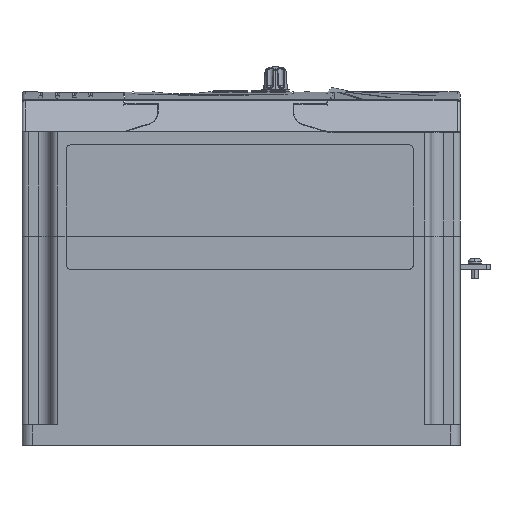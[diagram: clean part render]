
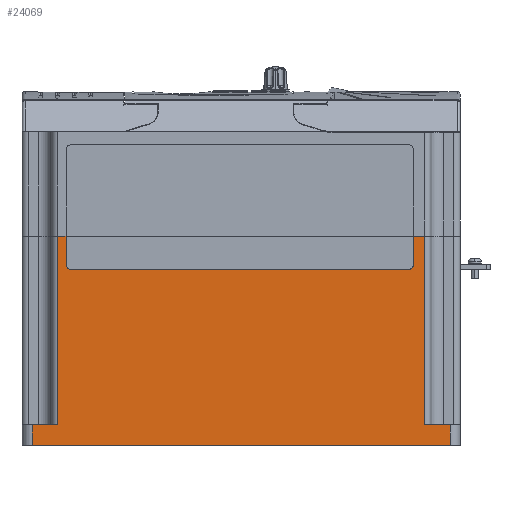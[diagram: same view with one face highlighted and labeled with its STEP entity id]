
A CAD part, left-side view. The second image highlights one B-rep face of the part: STEP entity #24069.
In plain terms, the highlighted planar face has unit normal (-1, 0, 0).
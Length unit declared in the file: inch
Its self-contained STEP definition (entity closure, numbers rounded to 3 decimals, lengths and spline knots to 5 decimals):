
#83 = DIRECTION ( 'NONE',  ( 1., 0., 0. ) ) ;
#261 = CARTESIAN_POINT ( 'NONE',  ( -2.46, 3.625, 1.13 ) ) ;
#353 = CARTESIAN_POINT ( 'NONE',  ( -2.46, 4.13, -3.00447 ) ) ;
#463 = CARTESIAN_POINT ( 'NONE',  ( -2.46, 4.13, -3.00547 ) ) ;
#665 = LINE ( 'NONE', #38261, #23815 ) ;
#1294 = CARTESIAN_POINT ( 'NONE',  ( -2.46, 3.75, -3.00547 ) ) ;
#1370 = ORIENTED_EDGE ( 'NONE', *, *, #36949, .T. ) ;
#1732 = CARTESIAN_POINT ( 'NONE',  ( -2.46, -4.13, -3.00547 ) ) ;
#2154 = CARTESIAN_POINT ( 'NONE',  ( -2.46, -3.75, -3.00547 ) ) ;
#2313 = CARTESIAN_POINT ( 'NONE',  ( -2.46, 3.45955, 1.13 ) ) ;
#2369 = VECTOR ( 'NONE', #22778, 39.37008 ) ;
#2572 = VECTOR ( 'NONE', #15929, 39.37008 ) ;
#3071 = LINE ( 'NONE', #14362, #34289 ) ;
#3217 = ORIENTED_EDGE ( 'NONE', *, *, #11362, .F. ) ;
#3506 = ORIENTED_EDGE ( 'NONE', *, *, #12112, .T. ) ;
#3601 = EDGE_CURVE ( 'NONE', #13479, #27558, #29198, .T. ) ;
#3824 = ORIENTED_EDGE ( 'NONE', *, *, #22455, .F. ) ;
#4170 = ORIENTED_EDGE ( 'NONE', *, *, #22293, .T. ) ;
#4725 = VECTOR ( 'NONE', #21060, 39.37008 ) ;
#5748 = CARTESIAN_POINT ( 'NONE',  ( -2.46, 3.35955, 0.5695 ) ) ;
#6094 = VERTEX_POINT ( 'NONE', #14415 ) ;
#6420 = CARTESIAN_POINT ( 'NONE',  ( -2.46, -3.30487, 0.4695 ) ) ;
#6460 = CARTESIAN_POINT ( 'NONE',  ( -2.46, -4.13, -2.6 ) ) ;
#6699 = LINE ( 'NONE', #15926, #21826 ) ;
#6814 = VECTOR ( 'NONE', #7264, 39.37008 ) ;
#6869 = LINE ( 'NONE', #37829, #13965 ) ;
#7087 = CIRCLE ( 'NONE', #19847, 0.1 ) ;
#7264 = DIRECTION ( 'NONE',  ( 0., 1., 0. ) ) ;
#7425 = VECTOR ( 'NONE', #19825, 39.37008 ) ;
#7485 = VERTEX_POINT ( 'NONE', #33338 ) ;
#8032 = EDGE_CURVE ( 'NONE', #13249, #25267, #665, .T. ) ;
#8813 = DIRECTION ( 'NONE',  ( 0., 0., 1. ) ) ;
#9233 = LINE ( 'NONE', #35572, #16322 ) ;
#10060 = CARTESIAN_POINT ( 'NONE',  ( -2.46, 4.33, 1.13 ) ) ;
#10323 = LINE ( 'NONE', #22936, #26372 ) ;
#10423 = LINE ( 'NONE', #1294, #2369 ) ;
#10626 = LINE ( 'NONE', #27924, #2572 ) ;
#11351 = DIRECTION ( 'NONE',  ( 0., 0., 1. ) ) ;
#11362 = EDGE_CURVE ( 'NONE', #13898, #25267, #23721, .T. ) ;
#11766 = EDGE_CURVE ( 'NONE', #26315, #37070, #18983, .T. ) ;
#12112 = EDGE_CURVE ( 'NONE', #38765, #27823, #12770, .T. ) ;
#12689 = EDGE_CURVE ( 'NONE', #21806, #31628, #10423, .T. ) ;
#12770 = LINE ( 'NONE', #18065, #4725 ) ;
#13134 = VECTOR ( 'NONE', #24754, 39.37008 ) ;
#13249 = VERTEX_POINT ( 'NONE', #26179 ) ;
#13433 = CARTESIAN_POINT ( 'NONE',  ( -2.46, 3.35955, 0.4695 ) ) ;
#13479 = VERTEX_POINT ( 'NONE', #18147 ) ;
#13759 = CARTESIAN_POINT ( 'NONE',  ( -2.46, -3.30487, 0.5695 ) ) ;
#13898 = VERTEX_POINT ( 'NONE', #28631 ) ;
#13965 = VECTOR ( 'NONE', #20219, 39.37008 ) ;
#14362 = CARTESIAN_POINT ( 'NONE',  ( -2.46, -3.75, -3.00547 ) ) ;
#14415 = CARTESIAN_POINT ( 'NONE',  ( -2.46, -3.75, -3.00447 ) ) ;
#15904 = ORIENTED_EDGE ( 'NONE', *, *, #17176, .T. ) ;
#15926 = CARTESIAN_POINT ( 'NONE',  ( -2.46, 4.33, -2.6 ) ) ;
#15929 = DIRECTION ( 'NONE',  ( 0., 0., -1. ) ) ;
#16322 = VECTOR ( 'NONE', #32535, 39.37008 ) ;
#16658 = VECTOR ( 'NONE', #22308, 39.37008 ) ;
#16839 = DIRECTION ( 'NONE',  ( 0., 0., -1. ) ) ;
#17026 = ORIENTED_EDGE ( 'NONE', *, *, #8032, .T. ) ;
#17176 = EDGE_CURVE ( 'NONE', #36770, #6094, #3071, .T. ) ;
#18065 = CARTESIAN_POINT ( 'NONE',  ( -2.46, 3.45955, 2.83615 ) ) ;
#18147 = CARTESIAN_POINT ( 'NONE',  ( -2.46, 4.13, -2.6 ) ) ;
#18280 = CARTESIAN_POINT ( 'NONE',  ( -2.46, 3.45955, 0.5695 ) ) ;
#18404 = ORIENTED_EDGE ( 'NONE', *, *, #30793, .T. ) ;
#18983 = LINE ( 'NONE', #13433, #35041 ) ;
#19612 = CARTESIAN_POINT ( 'NONE',  ( -2.46, -3.40487, -3.00547 ) ) ;
#19825 = DIRECTION ( 'NONE',  ( 0., 0., 1. ) ) ;
#19847 = AXIS2_PLACEMENT_3D ( 'NONE', #5748, #26897, #8813 ) ;
#20031 = VECTOR ( 'NONE', #31755, 39.37008 ) ;
#20219 = DIRECTION ( 'NONE',  ( 0., -1., 0. ) ) ;
#20507 = CARTESIAN_POINT ( 'NONE',  ( -2.46, 3.35955, 0.4695 ) ) ;
#21060 = DIRECTION ( 'NONE',  ( 0., 0., 1. ) ) ;
#21213 = DIRECTION ( 'NONE',  ( 0., 0., -1. ) ) ;
#21254 = EDGE_CURVE ( 'NONE', #32259, #27823, #6869, .T. ) ;
#21350 = LINE ( 'NONE', #21538, #28420 ) ;
#21538 = CARTESIAN_POINT ( 'NONE',  ( -2.46, 4.33, -2.6 ) ) ;
#21604 = ORIENTED_EDGE ( 'NONE', *, *, #38842, .T. ) ;
#21670 = DIRECTION ( 'NONE',  ( 0., 1., 0. ) ) ;
#21806 = VERTEX_POINT ( 'NONE', #33151 ) ;
#21826 = VECTOR ( 'NONE', #34021, 39.37008 ) ;
#22127 = ORIENTED_EDGE ( 'NONE', *, *, #21254, .F. ) ;
#22293 = EDGE_CURVE ( 'NONE', #32259, #30580, #10626, .T. ) ;
#22308 = DIRECTION ( 'NONE',  ( 0., -1., 0. ) ) ;
#22455 = EDGE_CURVE ( 'NONE', #31860, #13898, #28068, .T. ) ;
#22655 = FACE_OUTER_BOUND ( 'NONE', #27781, .T. ) ;
#22778 = DIRECTION ( 'NONE',  ( 0., 0., -1. ) ) ;
#22810 = DIRECTION ( 'NONE',  ( 0., 1., 0. ) ) ;
#22936 = CARTESIAN_POINT ( 'NONE',  ( -2.46, 4.33, -3.00447 ) ) ;
#23360 = ORIENTED_EDGE ( 'NONE', *, *, #12689, .T. ) ;
#23461 = ORIENTED_EDGE ( 'NONE', *, *, #3601, .T. ) ;
#23638 = AXIS2_PLACEMENT_3D ( 'NONE', #33253, #83, #21213 ) ;
#23721 = LINE ( 'NONE', #10060, #16658 ) ;
#23815 = VECTOR ( 'NONE', #35197, 39.37008 ) ;
#24069 = ADVANCED_FACE ( 'NONE', ( #22655 ), #36275, .F. ) ;
#24475 = AXIS2_PLACEMENT_3D ( 'NONE', #13759, #34931, #16839 ) ;
#24754 = DIRECTION ( 'NONE',  ( 0., 0., -1. ) ) ;
#24903 = EDGE_CURVE ( 'NONE', #7485, #28154, #25404, .T. ) ;
#25267 = VERTEX_POINT ( 'NONE', #37787 ) ;
#25404 = LINE ( 'NONE', #1732, #7425 ) ;
#26179 = CARTESIAN_POINT ( 'NONE',  ( -2.46, -3.625, -2.6 ) ) ;
#26315 = VERTEX_POINT ( 'NONE', #6420 ) ;
#26372 = VECTOR ( 'NONE', #22810, 39.37008 ) ;
#26897 = DIRECTION ( 'NONE',  ( 1., 0., 0. ) ) ;
#27177 = ORIENTED_EDGE ( 'NONE', *, *, #27338, .F. ) ;
#27338 = EDGE_CURVE ( 'NONE', #7485, #6094, #10323, .T. ) ;
#27558 = VERTEX_POINT ( 'NONE', #353 ) ;
#27781 = EDGE_LOOP ( 'NONE', ( #27791, #15904, #27177, #30377, #36353, #17026, #3217, #3824, #1370, #33584, #18404, #3506, #22127, #4170, #21604, #23461, #28983, #23360 ) ) ;
#27791 = ORIENTED_EDGE ( 'NONE', *, *, #35315, .T. ) ;
#27823 = VERTEX_POINT ( 'NONE', #2313 ) ;
#27924 = CARTESIAN_POINT ( 'NONE',  ( -2.46, 3.625, -3.00547 ) ) ;
#28068 = LINE ( 'NONE', #19612, #20031 ) ;
#28154 = VERTEX_POINT ( 'NONE', #6460 ) ;
#28420 = VECTOR ( 'NONE', #21670, 39.37008 ) ;
#28631 = CARTESIAN_POINT ( 'NONE',  ( -2.46, -3.40487, 1.13 ) ) ;
#28983 = ORIENTED_EDGE ( 'NONE', *, *, #37477, .F. ) ;
#29198 = LINE ( 'NONE', #463, #13134 ) ;
#30141 = CARTESIAN_POINT ( 'NONE',  ( -2.46, 3.75, -3.00547 ) ) ;
#30377 = ORIENTED_EDGE ( 'NONE', *, *, #24903, .T. ) ;
#30580 = VERTEX_POINT ( 'NONE', #31680 ) ;
#30793 = EDGE_CURVE ( 'NONE', #37070, #38765, #7087, .T. ) ;
#31628 = VERTEX_POINT ( 'NONE', #30141 ) ;
#31680 = CARTESIAN_POINT ( 'NONE',  ( -2.46, 3.625, -2.6 ) ) ;
#31755 = DIRECTION ( 'NONE',  ( 0., 0., 1. ) ) ;
#31860 = VERTEX_POINT ( 'NONE', #34777 ) ;
#32259 = VERTEX_POINT ( 'NONE', #261 ) ;
#32535 = DIRECTION ( 'NONE',  ( 0., -1., 0. ) ) ;
#32794 = EDGE_CURVE ( 'NONE', #13249, #28154, #6699, .T. ) ;
#33151 = CARTESIAN_POINT ( 'NONE',  ( -2.46, 3.75, -3.00447 ) ) ;
#33253 = CARTESIAN_POINT ( 'NONE',  ( -2.46, 4.33, -3.00547 ) ) ;
#33338 = CARTESIAN_POINT ( 'NONE',  ( -2.46, -4.13, -3.00447 ) ) ;
#33584 = ORIENTED_EDGE ( 'NONE', *, *, #11766, .T. ) ;
#34021 = DIRECTION ( 'NONE',  ( 0., -1., 0. ) ) ;
#34289 = VECTOR ( 'NONE', #11351, 39.37008 ) ;
#34587 = DIRECTION ( 'NONE',  ( 0., 1., 0. ) ) ;
#34777 = CARTESIAN_POINT ( 'NONE',  ( -2.46, -3.40487, 0.5695 ) ) ;
#34784 = CIRCLE ( 'NONE', #24475, 0.1 ) ;
#34931 = DIRECTION ( 'NONE',  ( 1., 0., 0. ) ) ;
#35041 = VECTOR ( 'NONE', #34587, 39.37008 ) ;
#35197 = DIRECTION ( 'NONE',  ( 0., 0., 1. ) ) ;
#35315 = EDGE_CURVE ( 'NONE', #31628, #36770, #9233, .T. ) ;
#35572 = CARTESIAN_POINT ( 'NONE',  ( -2.46, 4.33, -3.00547 ) ) ;
#36275 = PLANE ( 'NONE',  #23638 ) ;
#36353 = ORIENTED_EDGE ( 'NONE', *, *, #32794, .F. ) ;
#36770 = VERTEX_POINT ( 'NONE', #2154 ) ;
#36949 = EDGE_CURVE ( 'NONE', #31860, #26315, #34784, .T. ) ;
#37070 = VERTEX_POINT ( 'NONE', #20507 ) ;
#37095 = LINE ( 'NONE', #37532, #6814 ) ;
#37477 = EDGE_CURVE ( 'NONE', #21806, #27558, #37095, .T. ) ;
#37532 = CARTESIAN_POINT ( 'NONE',  ( -2.46, 4.33, -3.00447 ) ) ;
#37787 = CARTESIAN_POINT ( 'NONE',  ( -2.46, -3.625, 1.13 ) ) ;
#37829 = CARTESIAN_POINT ( 'NONE',  ( -2.46, 4.33, 1.13 ) ) ;
#38261 = CARTESIAN_POINT ( 'NONE',  ( -2.46, -3.625, -3.00547 ) ) ;
#38765 = VERTEX_POINT ( 'NONE', #18280 ) ;
#38842 = EDGE_CURVE ( 'NONE', #30580, #13479, #21350, .T. ) ;
